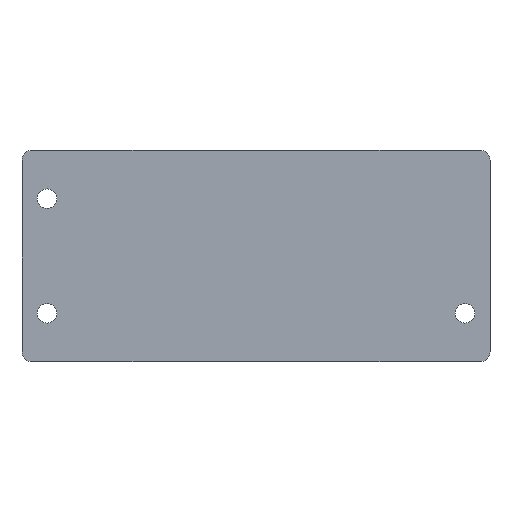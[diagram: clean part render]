
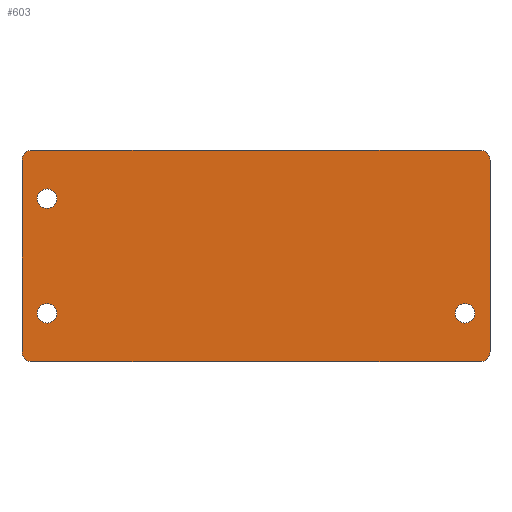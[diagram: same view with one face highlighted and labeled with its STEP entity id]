
A CAD part, top view. The second image highlights one B-rep face of the part: STEP entity #603.
In plain terms, the highlighted planar face has unit normal (0, 0, 1).
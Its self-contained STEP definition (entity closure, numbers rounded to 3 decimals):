
#24 = VERTEX_POINT('',#25);
#25 = CARTESIAN_POINT('',(-58.5,-29.5,3.
    ));
#41 = VERTEX_POINT('',#42);
#42 = CARTESIAN_POINT('',(-55.5,-32.5,3.
    ));
#48 = EDGE_CURVE('',#24,#41,#49,.T.);
#49 = CIRCLE('',#50,3.);
#50 = AXIS2_PLACEMENT_3D('',#51,#52,#53);
#51 = CARTESIAN_POINT('',(-55.5,-29.5,3.
    ));
#52 = DIRECTION('',(0.,0.,1.));
#53 = DIRECTION('',(0.,-1.,0.));
#64 = VERTEX_POINT('',#65);
#65 = CARTESIAN_POINT('',(82.5,-32.5,3.
    ));
#73 = EDGE_CURVE('',#64,#74,#76,.T.);
#74 = VERTEX_POINT('',#75);
#75 = CARTESIAN_POINT('',(20.5,-32.5,3.
    ));
#76 = LINE('',#77,#78);
#77 = CARTESIAN_POINT('',(5.007,-32.5,3.)
  );
#78 = VECTOR('',#79,1.);
#79 = DIRECTION('',(-1.,0.,0.));
#81 = EDGE_CURVE('',#82,#74,#84,.T.);
#82 = VERTEX_POINT('',#83);
#83 = CARTESIAN_POINT('',(6.5,-32.5,3.)
  );
#84 = LINE('',#85,#86);
#85 = CARTESIAN_POINT('',(6.5,-32.5,3.)
  );
#86 = VECTOR('',#87,1.);
#87 = DIRECTION('',(1.,0.,0.));
#89 = EDGE_CURVE('',#82,#41,#90,.T.);
#90 = LINE('',#91,#92);
#91 = CARTESIAN_POINT('',(-4.993,-32.5,3.
    ));
#92 = VECTOR('',#93,1.);
#93 = DIRECTION('',(-1.,0.,0.));
#110 = EDGE_CURVE('',#111,#64,#113,.T.);
#111 = VERTEX_POINT('',#112);
#112 = CARTESIAN_POINT('',(85.5,-29.5,
    3.));
#113 = CIRCLE('',#114,3.);
#114 = AXIS2_PLACEMENT_3D('',#115,#116,#117);
#115 = CARTESIAN_POINT('',(82.5,-29.5,
    3.));
#116 = DIRECTION('',(0.,0.,-1.));
#117 = DIRECTION('',(0.707,0.707,0.));
#348 = EDGE_CURVE('',#349,#351,#353,.T.);
#349 = VERTEX_POINT('',#350);
#350 = CARTESIAN_POINT('',(82.5,32.5,3.
    ));
#351 = VERTEX_POINT('',#352);
#352 = CARTESIAN_POINT('',(85.5,29.5,
    3.));
#353 = CIRCLE('',#354,3.);
#354 = AXIS2_PLACEMENT_3D('',#355,#356,#357);
#355 = CARTESIAN_POINT('',(82.5,29.5,3.
    ));
#356 = DIRECTION('',(0.,0.,-1.));
#357 = DIRECTION('',(0.707,0.707,0.));
#382 = VERTEX_POINT('',#383);
#383 = CARTESIAN_POINT('',(-55.5,32.5,
    3.));
#389 = EDGE_CURVE('',#382,#390,#392,.T.);
#390 = VERTEX_POINT('',#391);
#391 = CARTESIAN_POINT('',(6.5,32.5,3.
    ));
#392 = LINE('',#393,#394);
#393 = CARTESIAN_POINT('',(-4.993,32.5,3.
    ));
#394 = VECTOR('',#395,1.);
#395 = DIRECTION('',(1.,0.,0.));
#397 = EDGE_CURVE('',#390,#398,#400,.T.);
#398 = VERTEX_POINT('',#399);
#399 = CARTESIAN_POINT('',(20.5,32.5,
    3.));
#400 = LINE('',#401,#402);
#401 = CARTESIAN_POINT('',(6.5,32.5,3.
    ));
#402 = VECTOR('',#403,1.);
#403 = DIRECTION('',(1.,0.,0.));
#405 = EDGE_CURVE('',#398,#349,#406,.T.);
#406 = LINE('',#407,#408);
#407 = CARTESIAN_POINT('',(5.007,32.5,3.)
  );
#408 = VECTOR('',#409,1.);
#409 = DIRECTION('',(1.,0.,0.));
#420 = EDGE_CURVE('',#382,#421,#423,.T.);
#421 = VERTEX_POINT('',#422);
#422 = CARTESIAN_POINT('',(-58.5,29.5,
    3.));
#423 = CIRCLE('',#424,3.);
#424 = AXIS2_PLACEMENT_3D('',#425,#426,#427);
#425 = CARTESIAN_POINT('',(-55.5,29.5,3.
    ));
#426 = DIRECTION('',(0.,0.,1.));
#427 = DIRECTION('',(0.,1.,0.));
#603 = ADVANCED_FACE('',(#604,#660,#671,#682),#693,.T.);
#604 = FACE_BOUND('',#605,.T.);
#605 = EDGE_LOOP('',(#606,#614,#622,#628,#629,#630,#631,#632,#633,#641,
    #649,#655,#656,#657,#658,#659));
#606 = ORIENTED_EDGE('',*,*,#607,.F.);
#607 = EDGE_CURVE('',#608,#111,#610,.T.);
#608 = VERTEX_POINT('',#609);
#609 = CARTESIAN_POINT('',(85.5,-5.,
    3.));
#610 = LINE('',#611,#612);
#611 = CARTESIAN_POINT('',(85.5,-3.357,
    3.));
#612 = VECTOR('',#613,1.);
#613 = DIRECTION('',(0.,-1.,0.));
#614 = ORIENTED_EDGE('',*,*,#615,.F.);
#615 = EDGE_CURVE('',#616,#608,#618,.T.);
#616 = VERTEX_POINT('',#617);
#617 = CARTESIAN_POINT('',(85.5,5.,3.
    ));
#618 = LINE('',#619,#620);
#619 = CARTESIAN_POINT('',(85.5,5.,3.
    ));
#620 = VECTOR('',#621,1.);
#621 = DIRECTION('',(0.,-1.,0.));
#622 = ORIENTED_EDGE('',*,*,#623,.F.);
#623 = EDGE_CURVE('',#351,#616,#624,.T.);
#624 = LINE('',#625,#626);
#625 = CARTESIAN_POINT('',(85.5,4.643,3.
    ));
#626 = VECTOR('',#627,1.);
#627 = DIRECTION('',(0.,-1.,0.));
#628 = ORIENTED_EDGE('',*,*,#348,.F.);
#629 = ORIENTED_EDGE('',*,*,#405,.F.);
#630 = ORIENTED_EDGE('',*,*,#397,.F.);
#631 = ORIENTED_EDGE('',*,*,#389,.F.);
#632 = ORIENTED_EDGE('',*,*,#420,.T.);
#633 = ORIENTED_EDGE('',*,*,#634,.F.);
#634 = EDGE_CURVE('',#635,#421,#637,.T.);
#635 = VERTEX_POINT('',#636);
#636 = CARTESIAN_POINT('',(-58.5,5.,3.
    ));
#637 = LINE('',#638,#639);
#638 = CARTESIAN_POINT('',(-58.5,4.643,3.)
  );
#639 = VECTOR('',#640,1.);
#640 = DIRECTION('',(0.,1.,0.));
#641 = ORIENTED_EDGE('',*,*,#642,.T.);
#642 = EDGE_CURVE('',#635,#643,#645,.T.);
#643 = VERTEX_POINT('',#644);
#644 = CARTESIAN_POINT('',(-58.5,-5.,3.
    ));
#645 = LINE('',#646,#647);
#646 = CARTESIAN_POINT('',(-58.5,5.,3.
    ));
#647 = VECTOR('',#648,1.);
#648 = DIRECTION('',(0.,-1.,0.));
#649 = ORIENTED_EDGE('',*,*,#650,.F.);
#650 = EDGE_CURVE('',#24,#643,#651,.T.);
#651 = LINE('',#652,#653);
#652 = CARTESIAN_POINT('',(-58.5,-3.357,3.
    ));
#653 = VECTOR('',#654,1.);
#654 = DIRECTION('',(0.,1.,0.));
#655 = ORIENTED_EDGE('',*,*,#48,.T.);
#656 = ORIENTED_EDGE('',*,*,#89,.F.);
#657 = ORIENTED_EDGE('',*,*,#81,.T.);
#658 = ORIENTED_EDGE('',*,*,#73,.F.);
#659 = ORIENTED_EDGE('',*,*,#110,.F.);
#660 = FACE_BOUND('',#661,.T.);
#661 = EDGE_LOOP('',(#662));
#662 = ORIENTED_EDGE('',*,*,#663,.T.);
#663 = EDGE_CURVE('',#664,#664,#666,.T.);
#664 = VERTEX_POINT('',#665);
#665 = CARTESIAN_POINT('',(-47.8,17.65,
    3.));
#666 = CIRCLE('',#667,3.);
#667 = AXIS2_PLACEMENT_3D('',#668,#669,#670);
#668 = CARTESIAN_POINT('',(-50.8,17.65,
    3.));
#669 = DIRECTION('',(0.,0.,-1.));
#670 = DIRECTION('',(0.,-1.,0.));
#671 = FACE_BOUND('',#672,.T.);
#672 = EDGE_LOOP('',(#673));
#673 = ORIENTED_EDGE('',*,*,#674,.T.);
#674 = EDGE_CURVE('',#675,#675,#677,.T.);
#675 = VERTEX_POINT('',#676);
#676 = CARTESIAN_POINT('',(-47.8,-17.65,
    3.));
#677 = CIRCLE('',#678,3.);
#678 = AXIS2_PLACEMENT_3D('',#679,#680,#681);
#679 = CARTESIAN_POINT('',(-50.8,-17.65,
    3.));
#680 = DIRECTION('',(0.,0.,-1.));
#681 = DIRECTION('',(0.,-1.,0.));
#682 = FACE_BOUND('',#683,.T.);
#683 = EDGE_LOOP('',(#684));
#684 = ORIENTED_EDGE('',*,*,#685,.T.);
#685 = EDGE_CURVE('',#686,#686,#688,.T.);
#686 = VERTEX_POINT('',#687);
#687 = CARTESIAN_POINT('',(80.8,-17.65,
    3.));
#688 = CIRCLE('',#689,3.);
#689 = AXIS2_PLACEMENT_3D('',#690,#691,#692);
#690 = CARTESIAN_POINT('',(77.8,-17.65,
    3.));
#691 = DIRECTION('',(0.,0.,-1.));
#692 = DIRECTION('',(0.,-1.,0.));
#693 = PLANE('',#694);
#694 = AXIS2_PLACEMENT_3D('',#695,#696,#697);
#695 = CARTESIAN_POINT('',(13.5,0.,
    3.));
#696 = DIRECTION('',(0.,0.,1.));
#697 = DIRECTION('',(0.,1.,0.));
